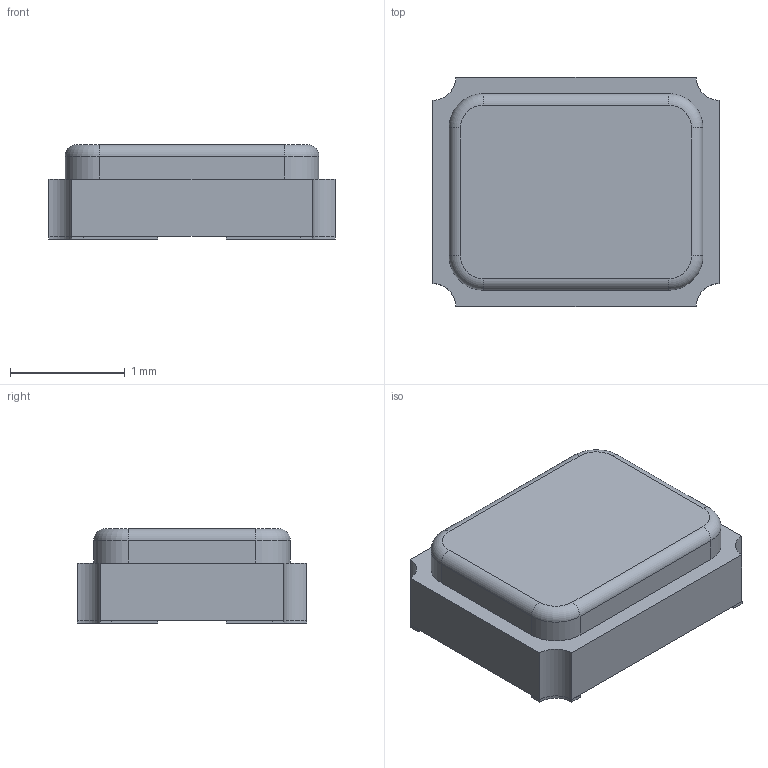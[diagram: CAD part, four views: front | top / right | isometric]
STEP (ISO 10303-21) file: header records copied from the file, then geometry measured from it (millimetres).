
FILE_DESCRIPTION (( 'STEP AP214' ), '1' );
FILE_NAME ('DF6CA407-DF7B-4B5C-988E-A2CBDF2A3F46.STEP', '2023-02-15T02:07:20', ( '' ), ( '' ), 'SwSTEP 2.0', 'SolidWorks 2022', '' );
FILE_SCHEMA (( 'AUTOMOTIVE_DESIGN' ));
Length unit declared in the file: millimetre
Products named in the file (1): DF6CA407-DF7B-4B5C-988E-A2CBDF2A3F46
Bounding box: 2.5 x 2 x 0.82 mm (x, y, z)
Volume: 3.6 mm3; surface area: 20.5 mm2
Topology: 5 solids, 5 shells, 72 faces, 175 edges, 114 vertices
Faces by surface type: plane 52, cylinder 16, torus 4
Entity records: 2887 total; most frequent: CARTESIAN_POINT 362, DIRECTION 357, ORIENTED_EDGE 350, EDGE_CURVE 175, VECTOR 139, LINE 139, VERTEX_POINT 114, AXIS2_PLACEMENT_3D 109
